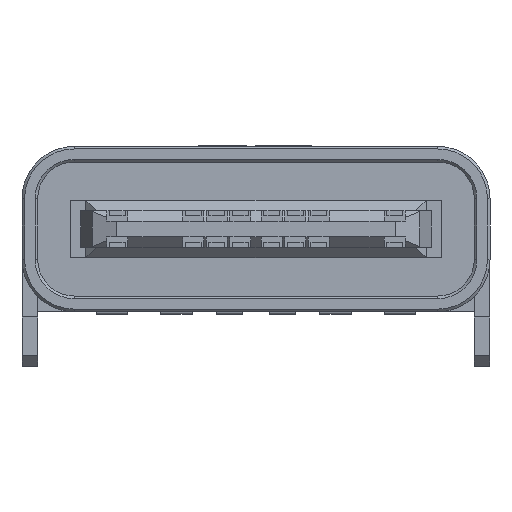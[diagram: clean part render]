
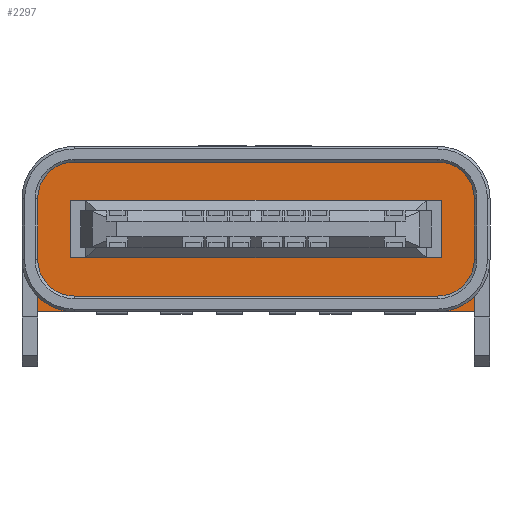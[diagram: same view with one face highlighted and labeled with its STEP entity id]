
A CAD part, front view. The second image highlights one B-rep face of the part: STEP entity #2297.
In plain terms, the highlighted planar face has unit normal (0, -1, 0).
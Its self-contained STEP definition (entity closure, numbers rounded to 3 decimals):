
#260 = PLANE ( 'NONE',  #3382 ) ;
#659 = DIRECTION ( 'NONE',  ( 0., 0., -1. ) ) ;
#883 = LINE ( 'NONE', #26151, #14488 ) ;
#994 = EDGE_CURVE ( 'NONE', #8566, #20503, #17386, .T. ) ;
#1290 = VERTEX_POINT ( 'NONE', #20069 ) ;
#1538 = ORIENTED_EDGE ( 'NONE', *, *, #994, .F. ) ;
#1574 = ORIENTED_EDGE ( 'NONE', *, *, #25745, .F. ) ;
#1590 = EDGE_CURVE ( 'NONE', #16028, #24235, #11348, .T. ) ;
#2297 = ADVANCED_FACE ( 'NONE', ( #14240, #21092 ), #260, .T. ) ;
#2724 = ORIENTED_EDGE ( 'NONE', *, *, #16907, .F. ) ;
#2779 = VECTOR ( 'NONE', #23300, 1000. ) ;
#2844 = DIRECTION ( 'NONE',  ( 0., 0., 1. ) ) ;
#3382 = AXIS2_PLACEMENT_3D ( 'NONE', #14082, #18942, #2844 ) ;
#3453 = EDGE_CURVE ( 'NONE', #3859, #1290, #21144, .T. ) ;
#3859 = VERTEX_POINT ( 'NONE', #20630 ) ;
#3897 = DIRECTION ( 'NONE',  ( -1., 0., 0. ) ) ;
#4281 = AXIS2_PLACEMENT_3D ( 'NONE', #9401, #13667, #4842 ) ;
#4749 = CARTESIAN_POINT ( 'NONE',  ( -3.55, 2., 2.13 ) ) ;
#4750 = VECTOR ( 'NONE', #27691, 1000. ) ;
#4842 = DIRECTION ( 'NONE',  ( 0., 0., 1. ) ) ;
#4868 = CARTESIAN_POINT ( 'NONE',  ( 4.17, 2., 2.16 ) ) ;
#5199 = CARTESIAN_POINT ( 'NONE',  ( -4.17, 2., 2.16 ) ) ;
#6670 = LINE ( 'NONE', #15511, #4750 ) ;
#6897 = ORIENTED_EDGE ( 'NONE', *, *, #1590, .F. ) ;
#7096 = ORIENTED_EDGE ( 'NONE', *, *, #3453, .F. ) ;
#8087 = CIRCLE ( 'NONE', #4281, 0.7 ) ;
#8566 = VERTEX_POINT ( 'NONE', #28334 ) ;
#9245 = DIRECTION ( 'NONE',  ( 1., 0., 0. ) ) ;
#9262 = CARTESIAN_POINT ( 'NONE',  ( -3.47, 2., 2.86 ) ) ;
#9362 = EDGE_CURVE ( 'NONE', #24235, #9436, #19025, .T. ) ;
#9401 = CARTESIAN_POINT ( 'NONE',  ( 3.47, 2., 2.16 ) ) ;
#9436 = VERTEX_POINT ( 'NONE', #29085 ) ;
#11035 = EDGE_LOOP ( 'NONE', ( #6897, #24820, #1574, #28407 ) ) ;
#11157 = EDGE_CURVE ( 'NONE', #22071, #3859, #17253, .T. ) ;
#11348 = LINE ( 'NONE', #30096, #26357 ) ;
#11400 = DIRECTION ( 'NONE',  ( 1., 0., 0. ) ) ;
#11981 = VERTEX_POINT ( 'NONE', #4868 ) ;
#12258 = VECTOR ( 'NONE', #17528, 1000. ) ;
#13344 = AXIS2_PLACEMENT_3D ( 'NONE', #26352, #26501, #28778 ) ;
#13667 = DIRECTION ( 'NONE',  ( 0., -1., 0. ) ) ;
#13800 = LINE ( 'NONE', #28292, #28313 ) ;
#13958 = CARTESIAN_POINT ( 'NONE',  ( 3.55, 2., 2.13 ) ) ;
#14082 = CARTESIAN_POINT ( 'NONE',  ( -4.17, 2., 11.317 ) ) ;
#14114 = CARTESIAN_POINT ( 'NONE',  ( 4.17, 2., 1. ) ) ;
#14240 = FACE_BOUND ( 'NONE', #11035, .T. ) ;
#14488 = VECTOR ( 'NONE', #14687, 1000. ) ;
#14687 = DIRECTION ( 'NONE',  ( 0., 0., 1. ) ) ;
#15511 = CARTESIAN_POINT ( 'NONE',  ( 3.55, 2., 2.13 ) ) ;
#16007 = EDGE_CURVE ( 'NONE', #11981, #1290, #8087, .T. ) ;
#16028 = VERTEX_POINT ( 'NONE', #13958 ) ;
#16037 = EDGE_CURVE ( 'NONE', #8566, #11981, #20836, .T. ) ;
#16907 = EDGE_CURVE ( 'NONE', #20503, #22071, #883, .T. ) ;
#17253 = CIRCLE ( 'NONE', #13344, 0.7 ) ;
#17386 = LINE ( 'NONE', #26699, #12258 ) ;
#17528 = DIRECTION ( 'NONE',  ( -1., 0., 0. ) ) ;
#18942 = DIRECTION ( 'NONE',  ( 0., -1., 0. ) ) ;
#19025 = LINE ( 'NONE', #27880, #27159 ) ;
#20069 = CARTESIAN_POINT ( 'NONE',  ( 3.47, 2., 2.86 ) ) ;
#20503 = VERTEX_POINT ( 'NONE', #28509 ) ;
#20630 = CARTESIAN_POINT ( 'NONE',  ( -3.47, 2., 2.86 ) ) ;
#20836 = LINE ( 'NONE', #14114, #2779 ) ;
#21092 = FACE_OUTER_BOUND ( 'NONE', #21550, .T. ) ;
#21144 = LINE ( 'NONE', #9262, #28355 ) ;
#21550 = EDGE_LOOP ( 'NONE', ( #26806, #7096, #29928, #2724, #1538, #24216 ) ) ;
#22071 = VERTEX_POINT ( 'NONE', #5199 ) ;
#23300 = DIRECTION ( 'NONE',  ( 0., 0., 1. ) ) ;
#23485 = EDGE_CURVE ( 'NONE', #16028, #25139, #6670, .T. ) ;
#24216 = ORIENTED_EDGE ( 'NONE', *, *, #16037, .T. ) ;
#24235 = VERTEX_POINT ( 'NONE', #4749 ) ;
#24820 = ORIENTED_EDGE ( 'NONE', *, *, #23485, .T. ) ;
#25139 = VERTEX_POINT ( 'NONE', #27155 ) ;
#25745 = EDGE_CURVE ( 'NONE', #9436, #25139, #13800, .T. ) ;
#26151 = CARTESIAN_POINT ( 'NONE',  ( -4.17, 2., 1. ) ) ;
#26352 = CARTESIAN_POINT ( 'NONE',  ( -3.47, 2., 2.16 ) ) ;
#26357 = VECTOR ( 'NONE', #3897, 1000. ) ;
#26501 = DIRECTION ( 'NONE',  ( 0., 1., 0. ) ) ;
#26699 = CARTESIAN_POINT ( 'NONE',  ( 4.17, 2., 0. ) ) ;
#26806 = ORIENTED_EDGE ( 'NONE', *, *, #16007, .T. ) ;
#27155 = CARTESIAN_POINT ( 'NONE',  ( 3.55, 2., 1.03 ) ) ;
#27159 = VECTOR ( 'NONE', #659, 1000. ) ;
#27691 = DIRECTION ( 'NONE',  ( 0., 0., -1. ) ) ;
#27880 = CARTESIAN_POINT ( 'NONE',  ( -3.55, 2., 2.13 ) ) ;
#28292 = CARTESIAN_POINT ( 'NONE',  ( -3.55, 2., 1.03 ) ) ;
#28313 = VECTOR ( 'NONE', #9245, 1000. ) ;
#28334 = CARTESIAN_POINT ( 'NONE',  ( 4.17, 2., 0. ) ) ;
#28355 = VECTOR ( 'NONE', #11400, 1000. ) ;
#28407 = ORIENTED_EDGE ( 'NONE', *, *, #9362, .F. ) ;
#28509 = CARTESIAN_POINT ( 'NONE',  ( -4.17, 2., 0. ) ) ;
#28778 = DIRECTION ( 'NONE',  ( 0., 0., 1. ) ) ;
#29085 = CARTESIAN_POINT ( 'NONE',  ( -3.55, 2., 1.03 ) ) ;
#29928 = ORIENTED_EDGE ( 'NONE', *, *, #11157, .F. ) ;
#30096 = CARTESIAN_POINT ( 'NONE',  ( -3.55, 2., 2.13 ) ) ;
